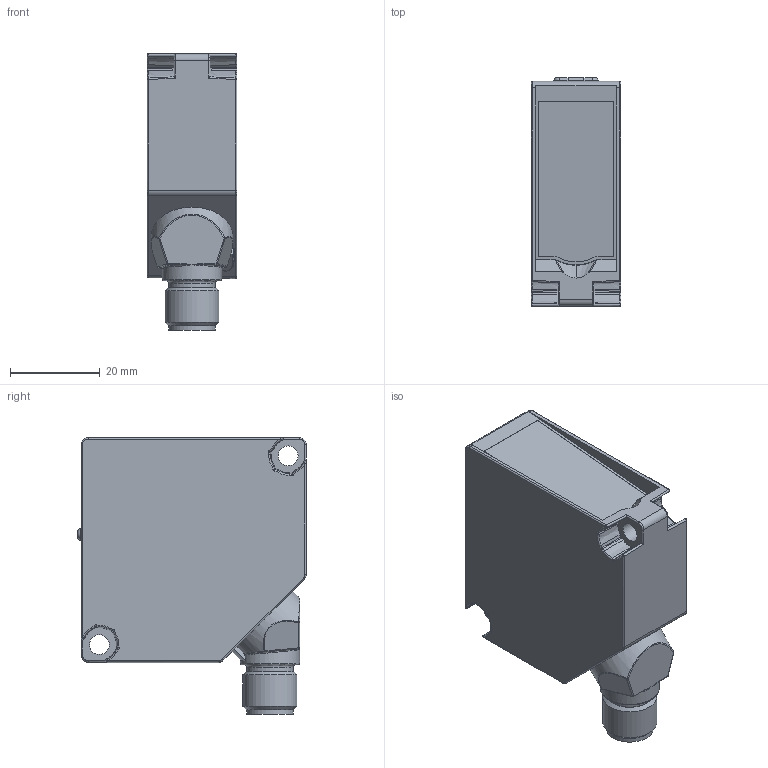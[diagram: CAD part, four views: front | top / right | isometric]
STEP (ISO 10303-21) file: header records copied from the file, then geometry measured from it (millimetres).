
FILE_DESCRIPTION (( 'STEP AP214' ), '1' );
FILE_NAME ('OPT2132.STEP', '2019-10-17T20:50:14', ( '' ), ( '' ), 'SwSTEP 2.0', 'SolidWorks 2019', '' );
FILE_SCHEMA (( 'AUTOMOTIVE_DESIGN' ));
Length unit declared in the file: inch
Products named in the file (1): OPT2132
Bounding box: 20 x 50.8 x 61.47 mm (x, y, z)
Volume: 46176.9 mm3; surface area: 10570.8 mm2
Topology: 2 solids, 2 shells, 314 faces, 780 edges, 469 vertices
Faces by surface type: cylinder 107, plane 94, bspline 87, cone 20, torus 6
Full cylindrical faces by diameter (mm): 1 x4, 4.4 x2, 10.4 x2, 12 x1, 13.2 x1
Entity records: 16118 total; most frequent: CARTESIAN_POINT 5577, ORIENTED_EDGE 1490, DIRECTION 1081, EDGE_CURVE 745, VERTEX_POINT 465, AXIS2_PLACEMENT_3D 395, EDGE_LOOP 348, FACE_OUTER_BOUND 330
